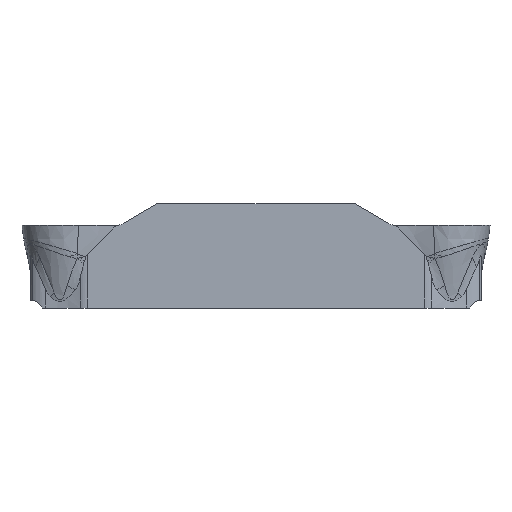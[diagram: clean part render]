
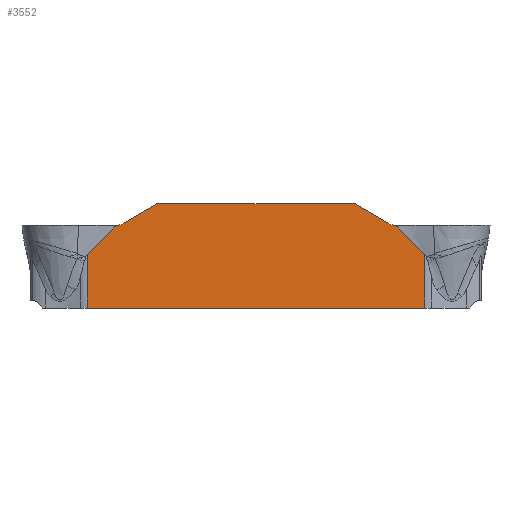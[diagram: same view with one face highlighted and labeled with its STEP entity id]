
A CAD part, left-side view. The second image highlights one B-rep face of the part: STEP entity #3552.
In plain terms, the highlighted planar face has unit normal (-1, 0, 0).
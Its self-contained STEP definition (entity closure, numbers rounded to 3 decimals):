
#80=DIRECTION('',(0.,-1.,0.));
#81=VECTOR('',#80,18.934);
#82=CARTESIAN_POINT('',(-2.1,22.467,-4.65));
#83=LINE('',#82,#81);
#263=DIRECTION('',(0.,1.,0.));
#264=VECTOR('',#263,11.143);
#265=CARTESIAN_POINT('',(-2.1,7.428,1.2));
#266=LINE('',#265,#264);
#284=DIRECTION('',(0.,0.,1.));
#285=VECTOR('',#284,3.);
#286=CARTESIAN_POINT('',(-2.1,22.467,-4.65));
#287=LINE('',#286,#285);
#291=DIRECTION('',(0.,-0.001,1.));
#292=VECTOR('',#291,0.01);
#293=CARTESIAN_POINT('',(-2.1,20.738,
0.));
#294=LINE('',#293,#292);
#298=CARTESIAN_POINT('',(-2.1,20.864,0.8));
#299=DIRECTION('',(-1.,0.,0.));
#300=DIRECTION('',(0.,-0.158,-0.987));
#301=AXIS2_PLACEMENT_3D('',#298,#299,#300);
#306=DIRECTION('',(0.,-0.866,0.5));
#307=VECTOR('',#306,2.186);
#308=CARTESIAN_POINT('',(-2.1,20.464,0.107));
#309=LINE('',#308,#307);
#313=DIRECTION('',(0.,-0.866,-0.5));
#314=VECTOR('',#313,2.186);
#315=CARTESIAN_POINT('',(-2.1,7.428,1.2));
#316=LINE('',#315,#314);
#320=CARTESIAN_POINT('',(-2.1,5.136,0.8));
#321=DIRECTION('',(-1.,0.,0.));
#322=DIRECTION('',(0.,0.5,-0.866));
#323=AXIS2_PLACEMENT_3D('',#320,#321,#322);
#328=DIRECTION('',(0.,-0.001,-1.));
#329=VECTOR('',#328,0.01);
#330=CARTESIAN_POINT('',(-2.1,5.262,0.01));
#331=LINE('',#330,#329);
#335=CARTESIAN_POINT('',(-2.1,5.262,
0.));
#336=CARTESIAN_POINT('',(-2.1,5.254,
0.));
#337=CARTESIAN_POINT('',(-2.1,5.239,
-0.001));
#338=CARTESIAN_POINT('',(-2.1,5.216,
-0.006));
#339=CARTESIAN_POINT('',(-2.1,5.191,
-0.013));
#340=CARTESIAN_POINT('',(-2.1,5.164,
-0.023));
#341=CARTESIAN_POINT('',(-2.1,5.135,
-0.038));
#342=CARTESIAN_POINT('',(-2.1,5.103,
-0.058));
#343=CARTESIAN_POINT('',(-2.1,5.068,
-0.084));
#344=CARTESIAN_POINT('',(-2.1,5.031,
-0.114));
#345=CARTESIAN_POINT('',(-2.1,4.991,
-0.151));
#346=CARTESIAN_POINT('',(-2.1,4.948,-0.194));
#347=CARTESIAN_POINT('',(-2.1,4.901,-0.243));
#348=CARTESIAN_POINT('',(-2.1,4.852,
-0.297));
#349=CARTESIAN_POINT('',(-2.1,4.798,
-0.357));
#350=CARTESIAN_POINT('',(-2.1,4.74,
-0.422));
#351=CARTESIAN_POINT('',(-2.1,4.677,
-0.492));
#352=CARTESIAN_POINT('',(-2.1,4.607,
-0.568));
#353=CARTESIAN_POINT('',(-2.1,4.529,
-0.651));
#354=CARTESIAN_POINT('',(-2.1,4.441,
-0.74));
#355=CARTESIAN_POINT('',(-2.1,4.342,
-0.838));
#356=CARTESIAN_POINT('',(-2.1,4.233,
-0.943));
#357=CARTESIAN_POINT('',(-2.1,4.112,-1.056));
#358=CARTESIAN_POINT('',(-2.1,3.98,-1.181));
#359=CARTESIAN_POINT('',(-2.1,3.835,-1.322));
#360=CARTESIAN_POINT('',(-2.1,3.674,-1.488));
#361=CARTESIAN_POINT('',(-2.1,3.579,-1.595));
#362=CARTESIAN_POINT('',(-2.1,3.533,-1.65));
#367=DIRECTION('',(0.,0.,-1.));
#368=VECTOR('',#367,3.);
#369=CARTESIAN_POINT('',(-2.1,3.533,-1.65));
#370=LINE('',#369,#368);
#449=CARTESIAN_POINT('',(-2.1,20.738,
0.));
#450=CARTESIAN_POINT('',(-2.1,20.746,
0.));
#451=CARTESIAN_POINT('',(-2.1,20.761,
-0.001));
#452=CARTESIAN_POINT('',(-2.1,20.784,
-0.006));
#453=CARTESIAN_POINT('',(-2.1,20.809,
-0.013));
#454=CARTESIAN_POINT('',(-2.1,20.836,
-0.023));
#455=CARTESIAN_POINT('',(-2.1,20.865,
-0.038));
#456=CARTESIAN_POINT('',(-2.1,20.897,
-0.058));
#457=CARTESIAN_POINT('',(-2.1,20.932,
-0.084));
#458=CARTESIAN_POINT('',(-2.1,20.969,
-0.114));
#459=CARTESIAN_POINT('',(-2.1,21.009,
-0.151));
#460=CARTESIAN_POINT('',(-2.1,21.052,-0.194));
#461=CARTESIAN_POINT('',(-2.1,21.099,-0.243));
#462=CARTESIAN_POINT('',(-2.1,21.148,
-0.297));
#463=CARTESIAN_POINT('',(-2.1,21.202,
-0.357));
#464=CARTESIAN_POINT('',(-2.1,21.26,
-0.422));
#465=CARTESIAN_POINT('',(-2.1,21.323,
-0.492));
#466=CARTESIAN_POINT('',(-2.1,21.393,
-0.568));
#467=CARTESIAN_POINT('',(-2.1,21.471,
-0.651));
#468=CARTESIAN_POINT('',(-2.1,21.559,
-0.74));
#469=CARTESIAN_POINT('',(-2.1,21.658,
-0.838));
#470=CARTESIAN_POINT('',(-2.1,21.767,
-0.943));
#471=CARTESIAN_POINT('',(-2.1,21.888,-1.056));
#472=CARTESIAN_POINT('',(-2.1,22.02,-1.181));
#473=CARTESIAN_POINT('',(-2.1,22.165,-1.322));
#474=CARTESIAN_POINT('',(-2.1,22.326,-1.488));
#475=CARTESIAN_POINT('',(-2.1,22.421,-1.595));
#476=CARTESIAN_POINT('',(-2.1,22.467,-1.65));
#3197=CARTESIAN_POINT('',(-2.1,22.467,-4.65));
#3198=VERTEX_POINT('',#3197);
#3199=CARTESIAN_POINT('',(-2.1,3.533,-4.65));
#3200=VERTEX_POINT('',#3199);
#3231=CARTESIAN_POINT('',(-2.1,7.428,1.2));
#3232=CARTESIAN_POINT('',(-2.1,18.572,1.2));
#3233=VERTEX_POINT('',#3231);
#3234=VERTEX_POINT('',#3232);
#3235=CARTESIAN_POINT('',(-2.1,22.467,
-1.65));
#3236=VERTEX_POINT('',#3235);
#3237=VERTEX_POINT('',#449);
#3238=CARTESIAN_POINT('',(-2.1,20.738,0.01));
#3239=VERTEX_POINT('',#3238);
#3240=CARTESIAN_POINT('',(-2.1,20.464,0.107));
#3241=VERTEX_POINT('',#3240);
#3242=CARTESIAN_POINT('',(-2.1,5.536,0.107));
#3243=VERTEX_POINT('',#3242);
#3244=CARTESIAN_POINT('',(-2.1,5.262,0.01));
#3245=VERTEX_POINT('',#3244);
#3246=CARTESIAN_POINT('',(-2.1,5.262,
0.));
#3247=VERTEX_POINT('',#3246);
#3248=VERTEX_POINT('',#362);
#3523=CARTESIAN_POINT('',(-2.1,13.,-4.65));
#3524=DIRECTION('',(-1.,0.,0.));
#3525=DIRECTION('',(0.,-1.,0.));
#3526=AXIS2_PLACEMENT_3D('',#3523,#3524,#3525);
#3527=PLANE('',#3526);
#3528=ORIENTED_EDGE('',*,*,#3422,.F.);
#3530=ORIENTED_EDGE('',*,*,#3529,.T.);
#3532=ORIENTED_EDGE('',*,*,#3531,.F.);
#3534=ORIENTED_EDGE('',*,*,#3533,.T.);
#3536=ORIENTED_EDGE('',*,*,#3535,.T.);
#3538=ORIENTED_EDGE('',*,*,#3537,.T.);
#3539=ORIENTED_EDGE('',*,*,#3501,.F.);
#3541=ORIENTED_EDGE('',*,*,#3540,.T.);
#3543=ORIENTED_EDGE('',*,*,#3542,.T.);
#3545=ORIENTED_EDGE('',*,*,#3544,.T.);
#3547=ORIENTED_EDGE('',*,*,#3546,.T.);
#3549=ORIENTED_EDGE('',*,*,#3548,.T.);
#3550=EDGE_LOOP('',(#3528,#3530,#3532,#3534,#3536,#3538,#3539,#3541,#3543,#3545,
#3547,#3549));
#3551=FACE_OUTER_BOUND('',#3550,.F.);
#302=CIRCLE('',#301,0.8);
#324=CIRCLE('',#323,0.8);
#363=B_SPLINE_CURVE_WITH_KNOTS('',3,(#335,#336,#337,#338,#339,#340,#341,#342,
#343,#344,#345,#346,#347,#348,#349,#350,#351,#352,#353,#354,#355,#356,#357,#358,
#359,#360,#361,#362),.UNSPECIFIED.,.F.,.F.,(4,1,1,1,1,1,1,1,1,1,1,1,1,1,1,1,1,1,
1,1,1,1,1,1,1,4),(0.,0.04,0.08,0.12,0.16,0.2,0.24,0.28,0.32,
0.36,0.4,0.44,0.48,0.52,0.56,0.6,0.64,0.68,0.72,0.76,
0.8,0.84,0.88,0.92,0.96,1.),.UNSPECIFIED.);
#477=B_SPLINE_CURVE_WITH_KNOTS('',3,(#449,#450,#451,#452,#453,#454,#455,#456,
#457,#458,#459,#460,#461,#462,#463,#464,#465,#466,#467,#468,#469,#470,#471,#472,
#473,#474,#475,#476),.UNSPECIFIED.,.F.,.F.,(4,1,1,1,1,1,1,1,1,1,1,1,1,1,1,1,1,1,
1,1,1,1,1,1,1,4),(0.,0.04,0.08,0.12,0.16,0.2,0.24,0.28,0.32,
0.36,0.4,0.44,0.48,0.52,0.56,0.6,0.64,0.68,0.72,0.76,
0.8,0.84,0.88,0.92,0.96,1.),.UNSPECIFIED.);
#3422=EDGE_CURVE('',#3198,#3200,#83,.T.);
#3501=EDGE_CURVE('',#3233,#3234,#266,.T.);
#3529=EDGE_CURVE('',#3198,#3236,#287,.T.);
#3531=EDGE_CURVE('',#3237,#3236,#477,.T.);
#3533=EDGE_CURVE('',#3237,#3239,#294,.T.);
#3535=EDGE_CURVE('',#3239,#3241,#302,.T.);
#3537=EDGE_CURVE('',#3241,#3234,#309,.T.);
#3540=EDGE_CURVE('',#3233,#3243,#316,.T.);
#3542=EDGE_CURVE('',#3243,#3245,#324,.T.);
#3544=EDGE_CURVE('',#3245,#3247,#331,.T.);
#3546=EDGE_CURVE('',#3247,#3248,#363,.T.);
#3548=EDGE_CURVE('',#3248,#3200,#370,.T.);
#3552=ADVANCED_FACE('',(#3551),#3527,.T.);
